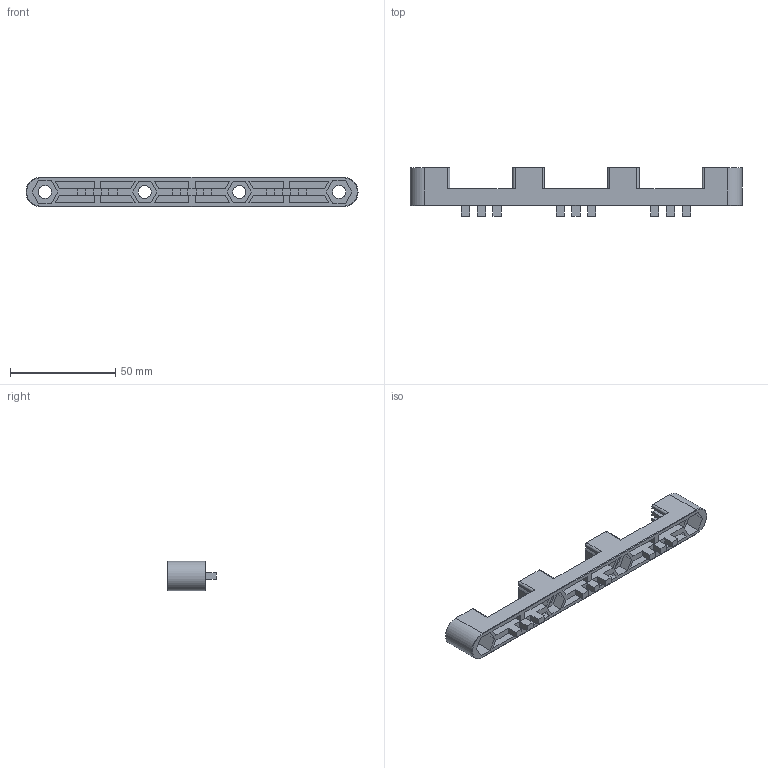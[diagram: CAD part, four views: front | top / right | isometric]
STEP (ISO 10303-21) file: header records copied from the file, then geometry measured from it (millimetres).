
FILE_DESCRIPTION(/* description */ (''),/* implementation_level */ '2;1');
FILE_NAME(/* name */ 'DBBS-3P-30-PART.step',/* time_stamp */ '2022-03-02T08:16:30+00:00',/* author */ (''),/* organization */ (''),/* preprocessor_version */ 'ST-DEVELOPER v18.1',/* originating_system */ 'Autodesk Translation Framework v10.13.0.1454',/* authorisation */ '');
FILE_SCHEMA (('AUTOMOTIVE_DESIGN { 1 0 10303 214 3 1 1 }'));
Length unit declared in the file: millimetre
Products named in the file (1): DBBS-3P-30-PART
Bounding box: 158 x 23 x 14 mm (x, y, z)
Volume: 16053.5 mm3; surface area: 15144.6 mm2
Topology: 1 solids, 1 shells, 363 faces, 1001 edges, 666 vertices
Faces by surface type: plane 275, bspline 50, cylinder 36, cone 2
Full cylindrical faces by diameter (mm): 6.2 x4, 13 x4
Entity records: 14342 total; most frequent: CARTESIAN_POINT 5297, ORIENTED_EDGE 2002, DIRECTION 1603, EDGE_CURVE 1001, LINE 827, VECTOR 827, VERTEX_POINT 666, EDGE_LOOP 397
